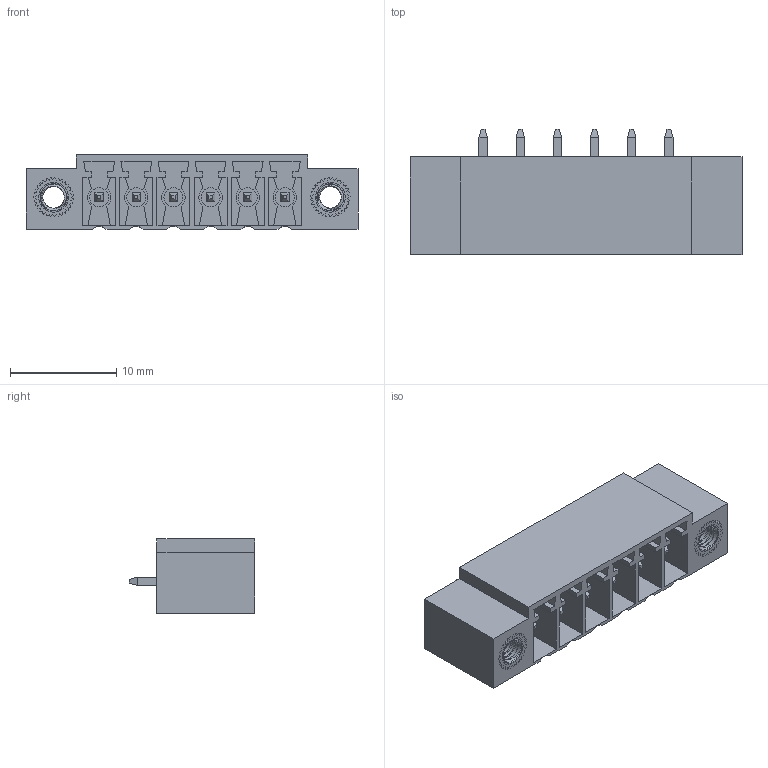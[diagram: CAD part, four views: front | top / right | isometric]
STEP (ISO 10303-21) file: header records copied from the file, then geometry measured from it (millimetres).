
FILE_DESCRIPTION(/* description */ ('Unknown'),/* implementation_level */ '2;1');
FILE_NAME(/* name */ '691701130006B',/* time_stamp */ '2023-12-14T15:14:23+01:00',/* author */ ('Unknown'),/* organization */ ('Unknown'),/* preprocessor_version */ 'ST-DEVELOPER v18.102',/* originating_system */ 'Solid Edge',/* authorisation */ 'Unknown');
FILE_SCHEMA (('AUTOMOTIVE_DESIGN {1 0 10303 214 3 1 1}'));
Length unit declared in the file: millimetre
Products named in the file (4): 6917011300xxB; 691701130006B; 6917011300xxB_Flange; 6917011300xxB_Pin
Assembly tree (9 placements, depth 2):
  6917011300xxB
    691701130006B
    6917011300xxB_Flange  x2
    6917011300xxB_Pin  x6
Bounding box: 31.3 x 11.81 x 7 mm (x, y, z)
Volume: 1051.4 mm3; surface area: 2963.1 mm2
Topology: 9 solids, 9 shells, 648 faces, 1842 edges, 1206 vertices
Faces by surface type: plane 542, cylinder 96, bspline 6, cone 4
Full cylindrical faces by diameter (mm): 1.25 x6, 1.8 x6, 2.8 x2
Entity records: 17943 total; most frequent: CARTESIAN_POINT 5121, ORIENTED_EDGE 2734, DIRECTION 2482, EDGE_CURVE 1367, LINE 1194, VECTOR 1194, VERTEX_POINT 908, AXIS2_PLACEMENT_3D 644
